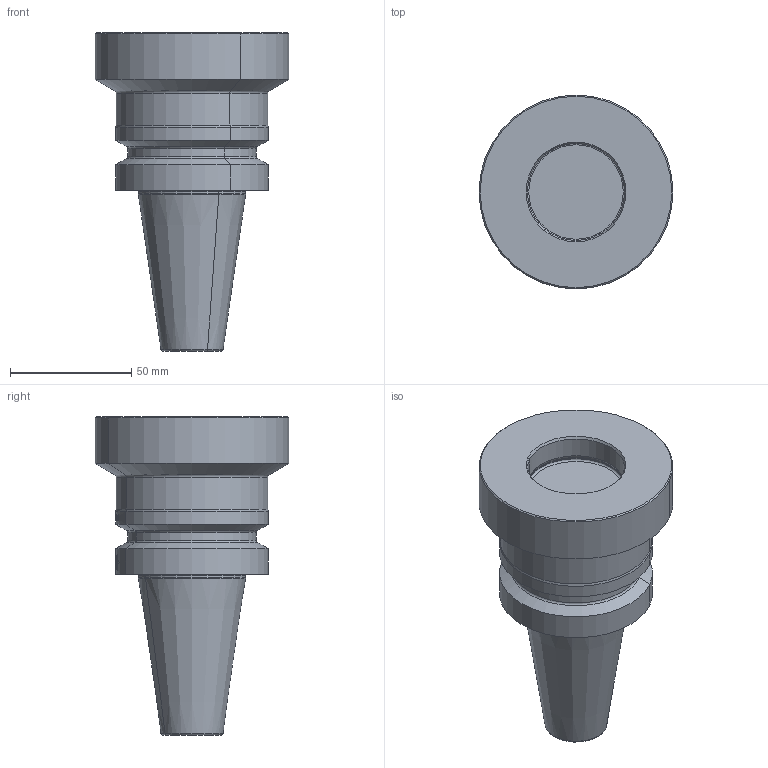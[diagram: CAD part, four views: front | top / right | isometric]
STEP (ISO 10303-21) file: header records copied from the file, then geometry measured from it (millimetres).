
FILE_DESCRIPTION((''),'2;1');
FILE_NAME('606355640-000-00-ED1_DEX','2014-10-13T',('brunnert'),(''),'PRO/ENGINEER BY PARAMETRIC TECHNOLOGY CORPORATION, 2011220','PRO/ENGINEER BY PARAMETRIC TECHNOLOGY CORPORATION, 2011220','');
FILE_SCHEMA(('AUTOMOTIVE_DESIGN_CC2 { 1 2 10303 214 -1 1 5 2 }'));
Length unit declared in the file: millimetre
Products named in the file (1): 606355640-000-00-ED1_DEX
Bounding box: 80 x 80 x 131.4 mm (x, y, z)
Volume: 286979.1 mm3; surface area: 31827.9 mm2
Topology: 1 solids, 1 shells, 529 faces, 1536 edges, 1044 vertices
Faces by surface type: plane 444, cylinder 40, cone 20, torus 18, extrusion 7
Entity records: 22718 total; most frequent: CARTESIAN_POINT 5099, ORIENTED_EDGE 2908, DIRECTION 2049, PRESENTATION_STYLE_ASSIGNMENT 1584, STYLED_ITEM 1570, CURVE_STYLE 1554, EDGE_CURVE 1454, VERTEX_POINT 954
